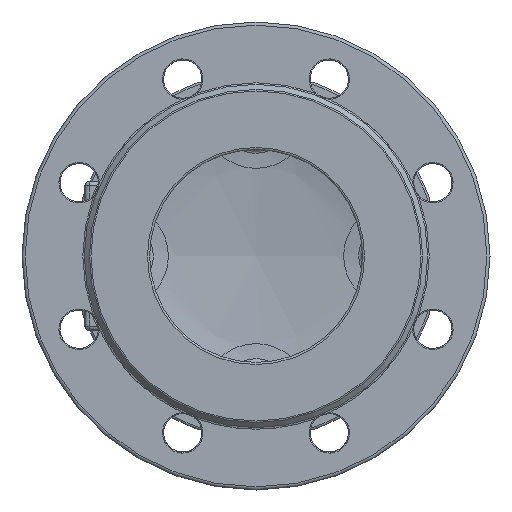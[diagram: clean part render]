
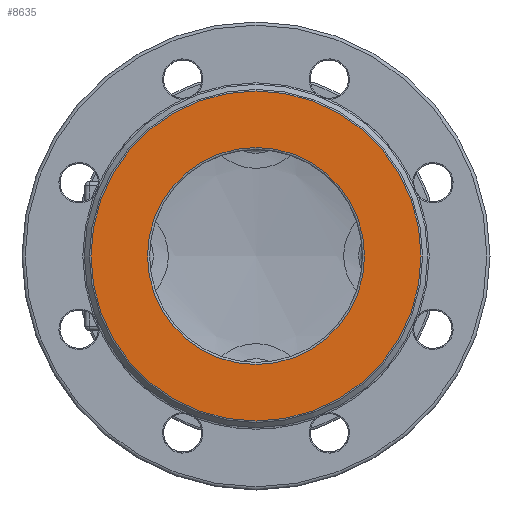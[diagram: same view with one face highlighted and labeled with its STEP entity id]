
A CAD part, front view. The second image highlights one B-rep face of the part: STEP entity #8635.
In plain terms, the highlighted planar face has unit normal (0, -1, 0).
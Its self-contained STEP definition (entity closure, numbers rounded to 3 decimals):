
#74 = AXIS2_PLACEMENT_3D ( 'NONE', #14904, #7651, #368 ) ;
#368 = DIRECTION ( 'NONE',  ( 0., 0., 1. ) ) ;
#432 = CARTESIAN_POINT ( 'NONE',  ( 0., 0., -51. ) ) ;
#3763 = CARTESIAN_POINT ( 'NONE',  ( 0., 0., 0. ) ) ;
#3857 = AXIS2_PLACEMENT_3D ( 'NONE', #3763, #12259, #4979 ) ;
#4284 = FACE_OUTER_BOUND ( 'NONE', #11296, .T. ) ;
#4587 = VERTEX_POINT ( 'NONE', #8894 ) ;
#4979 = DIRECTION ( 'NONE',  ( 0., 0., -1. ) ) ;
#5755 = CIRCLE ( 'NONE', #13388, 77.586 ) ;
#5948 = ORIENTED_EDGE ( 'NONE', *, *, #13277, .F. ) ;
#6792 = CARTESIAN_POINT ( 'NONE',  ( 0., 0., 0. ) ) ;
#7599 = PLANE ( 'NONE',  #74 ) ;
#7651 = DIRECTION ( 'NONE',  ( 0., 1., 0. ) ) ;
#8016 = DIRECTION ( 'NONE',  ( 0., 0., -1. ) ) ;
#8363 = ORIENTED_EDGE ( 'NONE', *, *, #11991, .T. ) ;
#8635 = ADVANCED_FACE ( 'NONE', ( #13937, #4284 ), #7599, .F. ) ;
#8894 = CARTESIAN_POINT ( 'NONE',  ( 0., 0., -77.586 ) ) ;
#9362 = CIRCLE ( 'NONE', #3857, 51. ) ;
#9765 = EDGE_LOOP ( 'NONE', ( #5948 ) ) ;
#11296 = EDGE_LOOP ( 'NONE', ( #8363 ) ) ;
#11991 = EDGE_CURVE ( 'NONE', #4587, #4587, #5755, .T. ) ;
#12259 = DIRECTION ( 'NONE',  ( 0., -1., 0. ) ) ;
#13114 = VERTEX_POINT ( 'NONE', #432 ) ;
#13277 = EDGE_CURVE ( 'NONE', #13114, #13114, #9362, .T. ) ;
#13388 = AXIS2_PLACEMENT_3D ( 'NONE', #6792, #15269, #8016 ) ;
#13937 = FACE_BOUND ( 'NONE', #9765, .T. ) ;
#14904 = CARTESIAN_POINT ( 'NONE',  ( -51., 0., 0. ) ) ;
#15269 = DIRECTION ( 'NONE',  ( 0., -1., 0. ) ) ;
